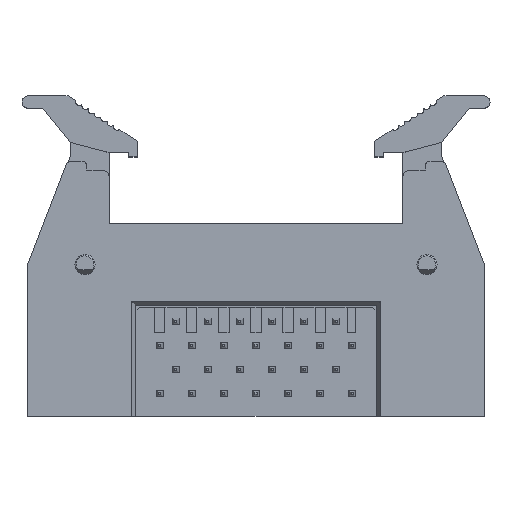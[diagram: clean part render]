
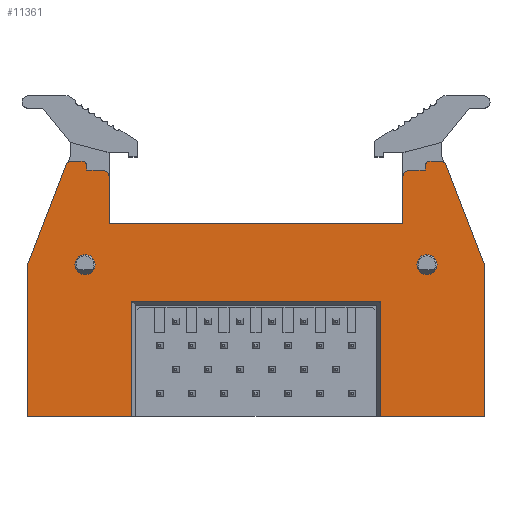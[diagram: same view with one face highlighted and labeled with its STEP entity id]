
A CAD part, top view. The second image highlights one B-rep face of the part: STEP entity #11361.
In plain terms, the highlighted planar face has unit normal (0, 0, 1).
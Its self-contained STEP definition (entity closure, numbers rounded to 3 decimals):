
#588=CARTESIAN_POINT('',(12.205,9.7,4.05));
#589=VERTEX_POINT('',#588);
#590=CARTESIAN_POINT('',(13.405,9.7,4.05));
#591=VERTEX_POINT('',#590);
#592=CARTESIAN_POINT('',(12.205,9.7,4.05));
#593=DIRECTION('',(1.,0.,0.));
#594=VECTOR('',#593,1.2);
#595=LINE('',#592,#594);
#596=EDGE_CURVE('',#589,#591,#595,.T.);
#733=CARTESIAN_POINT('',(13.795,10.4,4.05));
#734=VERTEX_POINT('',#733);
#741=CARTESIAN_POINT('',(14.612,10.4,4.05));
#742=VERTEX_POINT('',#741);
#743=CARTESIAN_POINT('',(13.795,10.4,4.05));
#744=DIRECTION('',(1.,0.,0.));
#745=VECTOR('',#744,0.817);
#746=LINE('',#743,#745);
#747=EDGE_CURVE('',#734,#742,#746,.T.);
#781=CARTESIAN_POINT('',(15.078,10.08,4.05));
#782=VERTEX_POINT('',#781);
#783=CARTESIAN_POINT('',(14.612,9.9,4.05));
#784=DIRECTION('',(0.,1.,0.));
#785=DIRECTION('',(0.,-0.,-1.));
#786=AXIS2_PLACEMENT_3D('',#783,#785,#784);
#787=CIRCLE('',#786,0.5);
#788=EDGE_CURVE('',#742,#782,#787,.T.);
#814=CARTESIAN_POINT('',(18.11,2.2,4.05));
#815=VERTEX_POINT('',#814);
#816=CARTESIAN_POINT('',(15.078,10.08,4.05));
#817=DIRECTION('',(0.359,-0.933,0.));
#818=VECTOR('',#817,8.443);
#819=LINE('',#816,#818);
#820=EDGE_CURVE('',#782,#815,#819,.T.);
#1002=CARTESIAN_POINT('',(11.655,9.15,4.05));
#1003=VERTEX_POINT('',#1002);
#1004=CARTESIAN_POINT('',(12.205,9.15,4.05));
#1005=DIRECTION('',(-1.,0.,0.));
#1006=DIRECTION('',(0.,0.,-1.));
#1007=AXIS2_PLACEMENT_3D('',#1004,#1006,#1005);
#1008=CIRCLE('',#1007,0.55);
#1009=EDGE_CURVE('',#1003,#589,#1008,.T.);
#1621=CARTESIAN_POINT('',(9.875,-9.8,4.05));
#1622=VERTEX_POINT('',#1621);
#1629=CARTESIAN_POINT('',(9.875,-0.7,4.05));
#1630=VERTEX_POINT('',#1629);
#1631=CARTESIAN_POINT('',(9.875,-9.8,4.05));
#1632=DIRECTION('',(0.,1.,0.));
#1633=VECTOR('',#1632,9.1);
#1634=LINE('',#1631,#1633);
#1635=EDGE_CURVE('',#1622,#1630,#1634,.T.);
#1835=CARTESIAN_POINT('',(13.405,10.01,4.05));
#1836=VERTEX_POINT('',#1835);
#1837=CARTESIAN_POINT('',(13.405,9.7,4.05));
#1838=DIRECTION('',(0.,1.,0.));
#1839=VECTOR('',#1838,0.31);
#1840=LINE('',#1837,#1839);
#1841=EDGE_CURVE('',#591,#1836,#1840,.T.);
#1859=CARTESIAN_POINT('',(13.795,10.01,4.05));
#1860=DIRECTION('',(-1.,0.,0.));
#1861=DIRECTION('',(0.,0.,-1.));
#1862=AXIS2_PLACEMENT_3D('',#1859,#1861,#1860);
#1863=CIRCLE('',#1862,0.39);
#1864=EDGE_CURVE('',#1836,#734,#1863,.T.);
#8098=CARTESIAN_POINT('',(11.655,5.5,4.05));
#8099=VERTEX_POINT('',#8098);
#8116=CARTESIAN_POINT('',(-11.655,5.5,4.05));
#8117=VERTEX_POINT('',#8116);
#8124=CARTESIAN_POINT('',(-11.655,5.5,4.05));
#8125=DIRECTION('',(1.,0.,0.));
#8126=VECTOR('',#8125,23.31);
#8127=LINE('',#8124,#8126);
#8128=EDGE_CURVE('',#8117,#8099,#8127,.T.);
#8139=CARTESIAN_POINT('',(-9.875,-0.7,4.05));
#8140=VERTEX_POINT('',#8139);
#8141=CARTESIAN_POINT('',(9.875,-0.7,4.05));
#8142=DIRECTION('',(-1.,0.,0.));
#8143=VECTOR('',#8142,19.75);
#8144=LINE('',#8141,#8143);
#8145=EDGE_CURVE('',#1630,#8140,#8144,.T.);
#8716=CARTESIAN_POINT('',(-18.11,-9.8,4.05));
#8717=VERTEX_POINT('',#8716);
#8718=CARTESIAN_POINT('',(-18.11,2.2,4.05));
#8719=VERTEX_POINT('',#8718);
#8720=CARTESIAN_POINT('',(-18.11,-9.8,4.05));
#8721=DIRECTION('',(0.,1.,0.));
#8722=VECTOR('',#8721,12.);
#8723=LINE('',#8720,#8722);
#8724=EDGE_CURVE('',#8717,#8719,#8723,.T.);
#9376=CARTESIAN_POINT('',(-9.875,-9.8,4.05));
#9377=VERTEX_POINT('',#9376);
#9378=CARTESIAN_POINT('',(-9.875,-0.7,4.05));
#9379=DIRECTION('',(0.,-1.,0.));
#9380=VECTOR('',#9379,9.1);
#9381=LINE('',#9378,#9380);
#9382=EDGE_CURVE('',#8140,#9377,#9381,.T.);
#9721=CARTESIAN_POINT('',(-15.078,10.08,4.05));
#9722=VERTEX_POINT('',#9721);
#9723=CARTESIAN_POINT('',(-18.11,2.2,4.05));
#9724=DIRECTION('',(0.359,0.933,0.));
#9725=VECTOR('',#9724,8.443);
#9726=LINE('',#9723,#9725);
#9727=EDGE_CURVE('',#8719,#9722,#9726,.T.);
#9978=CARTESIAN_POINT('',(-12.205,9.7,4.05));
#9979=VERTEX_POINT('',#9978);
#9980=CARTESIAN_POINT('',(-11.655,9.15,4.05));
#9981=VERTEX_POINT('',#9980);
#9982=CARTESIAN_POINT('',(-12.205,9.15,4.05));
#9983=DIRECTION('',(0.,1.,0.));
#9984=DIRECTION('',(0.,0.,-1.));
#9985=AXIS2_PLACEMENT_3D('',#9982,#9984,#9983);
#9986=CIRCLE('',#9985,0.55);
#9987=EDGE_CURVE('',#9979,#9981,#9986,.T.);
#10078=CARTESIAN_POINT('',(-13.405,9.7,4.05));
#10079=VERTEX_POINT('',#10078);
#10086=CARTESIAN_POINT('',(-13.405,9.7,4.05));
#10087=DIRECTION('',(1.,0.,0.));
#10088=VECTOR('',#10087,1.2);
#10089=LINE('',#10086,#10088);
#10090=EDGE_CURVE('',#10079,#9979,#10089,.T.);
#10123=CARTESIAN_POINT('',(-13.405,10.01,4.05));
#10124=VERTEX_POINT('',#10123);
#10131=CARTESIAN_POINT('',(-13.405,10.01,4.05));
#10132=DIRECTION('',(0.,-1.,0.));
#10133=VECTOR('',#10132,0.31);
#10134=LINE('',#10131,#10133);
#10135=EDGE_CURVE('',#10124,#10079,#10134,.T.);
#10148=CARTESIAN_POINT('',(-13.795,10.4,4.05));
#10149=VERTEX_POINT('',#10148);
#10156=CARTESIAN_POINT('',(-13.795,10.01,4.05));
#10157=DIRECTION('',(0.,1.,0.));
#10158=DIRECTION('',(0.,0.,-1.));
#10159=AXIS2_PLACEMENT_3D('',#10156,#10158,#10157);
#10160=CIRCLE('',#10159,0.39);
#10161=EDGE_CURVE('',#10149,#10124,#10160,.T.);
#10203=CARTESIAN_POINT('',(-14.612,10.4,4.05));
#10204=VERTEX_POINT('',#10203);
#10211=CARTESIAN_POINT('',(-14.612,10.4,4.05));
#10212=DIRECTION('',(1.,0.,0.));
#10213=VECTOR('',#10212,0.817);
#10214=LINE('',#10211,#10213);
#10215=EDGE_CURVE('',#10204,#10149,#10214,.T.);
#10227=CARTESIAN_POINT('',(-14.612,9.9,4.05));
#10228=DIRECTION('',(-0.933,0.359,0.));
#10229=DIRECTION('',(0.,0.,-1.));
#10230=AXIS2_PLACEMENT_3D('',#10227,#10229,#10228);
#10231=CIRCLE('',#10230,0.5);
#10232=EDGE_CURVE('',#9722,#10204,#10231,.T.);
#10725=CARTESIAN_POINT('',(18.11,-9.8,4.05));
#10726=VERTEX_POINT('',#10725);
#10727=CARTESIAN_POINT('',(18.11,2.2,4.05));
#10728=DIRECTION('',(0.,-1.,0.));
#10729=VECTOR('',#10728,12.);
#10730=LINE('',#10727,#10729);
#10731=EDGE_CURVE('',#815,#10726,#10730,.T.);
#10934=CARTESIAN_POINT('',(-9.875,-9.8,4.05));
#10935=DIRECTION('',(-1.,0.,0.));
#10936=VECTOR('',#10935,8.235);
#10937=LINE('',#10934,#10936);
#10938=EDGE_CURVE('',#9377,#8717,#10937,.T.);
#10948=CARTESIAN_POINT('',(18.11,-9.8,4.05));
#10949=DIRECTION('',(-1.,0.,0.));
#10950=VECTOR('',#10949,8.235);
#10951=LINE('',#10948,#10950);
#10952=EDGE_CURVE('',#10726,#1622,#10951,.T.);
#11208=CARTESIAN_POINT('',(11.655,5.5,4.05));
#11209=DIRECTION('',(0.,1.,0.));
#11210=VECTOR('',#11209,3.65);
#11211=LINE('',#11208,#11210);
#11212=EDGE_CURVE('',#8099,#1003,#11211,.T.);
#11252=CARTESIAN_POINT('',(-11.655,9.15,4.05));
#11253=DIRECTION('',(0.,-1.,0.));
#11254=VECTOR('',#11253,3.65);
#11255=LINE('',#11252,#11254);
#11256=EDGE_CURVE('',#9981,#8117,#11255,.T.);
#11290=CARTESIAN_POINT('',(0.,0.3,4.05));
#11291=DIRECTION('',(1.,0.,0.));
#11292=DIRECTION('',(0.,0.,1.));
#11293=AXIS2_PLACEMENT_3D('',#11290,#11292,#11291);
#11294=PLANE('',#11293);
#11295=ORIENTED_EDGE('',*,*,#10731,.F.);
#11296=ORIENTED_EDGE('',*,*,#820,.F.);
#11297=ORIENTED_EDGE('',*,*,#788,.F.);
#11298=ORIENTED_EDGE('',*,*,#747,.F.);
#11299=ORIENTED_EDGE('',*,*,#1864,.F.);
#11300=ORIENTED_EDGE('',*,*,#1841,.F.);
#11301=ORIENTED_EDGE('',*,*,#596,.F.);
#11302=ORIENTED_EDGE('',*,*,#1009,.F.);
#11303=ORIENTED_EDGE('',*,*,#11212,.F.);
#11304=ORIENTED_EDGE('',*,*,#8128,.F.);
#11305=ORIENTED_EDGE('',*,*,#11256,.F.);
#11306=ORIENTED_EDGE('',*,*,#9987,.F.);
#11307=ORIENTED_EDGE('',*,*,#10090,.F.);
#11308=ORIENTED_EDGE('',*,*,#10135,.F.);
#11309=ORIENTED_EDGE('',*,*,#10161,.F.);
#11310=ORIENTED_EDGE('',*,*,#10215,.F.);
#11311=ORIENTED_EDGE('',*,*,#10232,.F.);
#11312=ORIENTED_EDGE('',*,*,#9727,.F.);
#11313=ORIENTED_EDGE('',*,*,#8724,.F.);
#11314=ORIENTED_EDGE('',*,*,#10938,.F.);
#11315=ORIENTED_EDGE('',*,*,#9382,.F.);
#11316=ORIENTED_EDGE('',*,*,#8145,.F.);
#11317=ORIENTED_EDGE('',*,*,#1635,.F.);
#11318=ORIENTED_EDGE('',*,*,#10952,.F.);
#11319=EDGE_LOOP('',(#11295,#11296,#11297,#11298,#11299,#11300,#11301,#11302,#11303,#11304,#11305,#11306,#11307,#11308,#11309,#11310,#11311,#11312,#11313,#11314,#11315,#11316,#11317,#11318));
#11320=FACE_OUTER_BOUND('',#11319,.T.);
#11321=CARTESIAN_POINT('',(-12.755,2.2,4.05));
#11322=VERTEX_POINT('',#11321);
#11323=CARTESIAN_POINT('',(-14.355,2.2,4.05));
#11324=VERTEX_POINT('',#11323);
#11325=CARTESIAN_POINT('',(-13.555,2.2,4.05));
#11326=DIRECTION('',(1.,0.,0.));
#11327=DIRECTION('',(0.,0.,1.));
#11328=AXIS2_PLACEMENT_3D('',#11325,#11327,#11326);
#11329=CIRCLE('',#11328,0.8);
#11330=EDGE_CURVE('',#11322,#11324,#11329,.T.);
#11331=ORIENTED_EDGE('',*,*,#11330,.F.);
#11332=CARTESIAN_POINT('',(-13.555,2.2,4.05));
#11333=DIRECTION('',(-1.,0.,0.));
#11334=DIRECTION('',(0.,0.,1.));
#11335=AXIS2_PLACEMENT_3D('',#11332,#11334,#11333);
#11336=CIRCLE('',#11335,0.8);
#11337=EDGE_CURVE('',#11324,#11322,#11336,.T.);
#11338=ORIENTED_EDGE('',*,*,#11337,.F.);
#11339=EDGE_LOOP('',(#11331,#11338));
#11340=FACE_BOUND('',#11339,.T.);
#11341=CARTESIAN_POINT('',(14.355,2.2,4.05));
#11342=VERTEX_POINT('',#11341);
#11343=CARTESIAN_POINT('',(12.755,2.2,4.05));
#11344=VERTEX_POINT('',#11343);
#11345=CARTESIAN_POINT('',(13.555,2.2,4.05));
#11346=DIRECTION('',(1.,0.,0.));
#11347=DIRECTION('',(0.,0.,1.));
#11348=AXIS2_PLACEMENT_3D('',#11345,#11347,#11346);
#11349=CIRCLE('',#11348,0.8);
#11350=EDGE_CURVE('',#11342,#11344,#11349,.T.);
#11351=ORIENTED_EDGE('',*,*,#11350,.F.);
#11352=CARTESIAN_POINT('',(13.555,2.2,4.05));
#11353=DIRECTION('',(-1.,0.,0.));
#11354=DIRECTION('',(0.,0.,1.));
#11355=AXIS2_PLACEMENT_3D('',#11352,#11354,#11353);
#11356=CIRCLE('',#11355,0.8);
#11357=EDGE_CURVE('',#11344,#11342,#11356,.T.);
#11358=ORIENTED_EDGE('',*,*,#11357,.F.);
#11359=EDGE_LOOP('',(#11351,#11358));
#11360=FACE_BOUND('',#11359,.T.);
#11361=ADVANCED_FACE('',(#11320,#11340,#11360),#11294,.T.);
